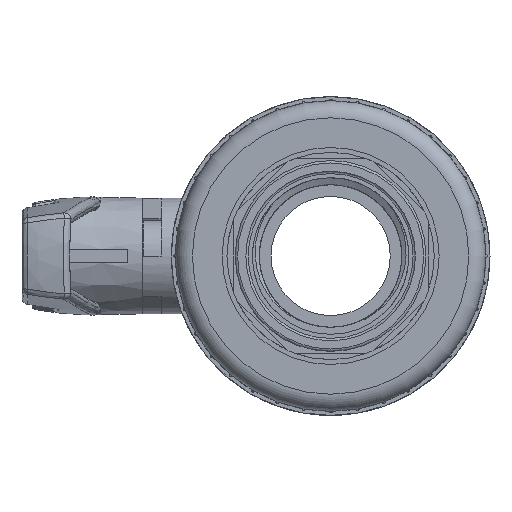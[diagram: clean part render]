
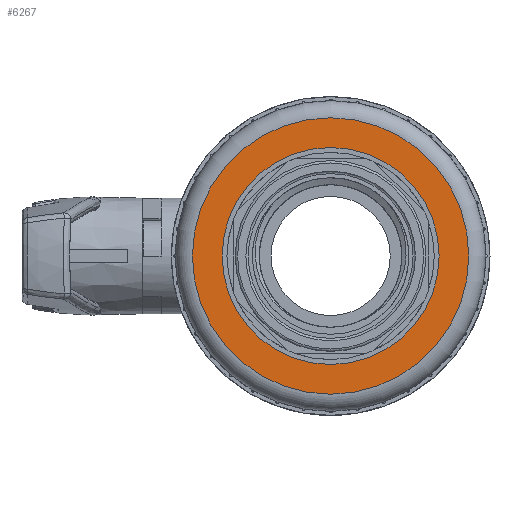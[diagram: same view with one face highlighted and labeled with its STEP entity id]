
A CAD part, left-side view. The second image highlights one B-rep face of the part: STEP entity #6267.
In plain terms, the highlighted planar face has unit normal (-1, 0, 0).
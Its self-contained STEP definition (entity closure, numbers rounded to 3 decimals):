
#5289=PLANE('',#20499);
#6267=ADVANCED_FACE('',(#7007,#7008),#5289,.F.);
#7007=FACE_BOUND('',#8104,.T.);
#7008=FACE_BOUND('',#8105,.T.);
#8104=EDGE_LOOP('',(#12794));
#8105=EDGE_LOOP('',(#12795));
#12794=ORIENTED_EDGE('',*,*,#17983,.T.);
#12795=ORIENTED_EDGE('',*,*,#17984,.T.);
#15431=VERTEX_POINT('',#41961);
#15432=VERTEX_POINT('',#41963);
#17983=EDGE_CURVE('',#15431,#15431,#19040,.T.);
#17984=EDGE_CURVE('',#15432,#15432,#19041,.T.);
#19040=CIRCLE('',#20497,29.34);
#19041=CIRCLE('',#20498,23.04);
#20497=AXIS2_PLACEMENT_3D('',#41960,#24696,#24697);
#20498=AXIS2_PLACEMENT_3D('',#41962,#24698,#24699);
#20499=AXIS2_PLACEMENT_3D('',#41964,#24700,#24701);
#24696=DIRECTION('',(-1.,0.,0.));
#24697=DIRECTION('',(0.,1.,0.));
#24698=DIRECTION('',(1.,0.,0.));
#24699=DIRECTION('',(0.,0.,-1.));
#24700=DIRECTION('',(1.,0.,0.));
#24701=DIRECTION('',(0.,-1.,0.));
#41960=CARTESIAN_POINT('',(-678.46,-1.25,0.));
#41961=CARTESIAN_POINT('',(-678.46,28.09,0.));
#41962=CARTESIAN_POINT('',(-678.46,-1.25,0.));
#41963=CARTESIAN_POINT('',(-678.46,-1.25,-23.04));
#41964=CARTESIAN_POINT('',(-678.46,31.69,0.));
